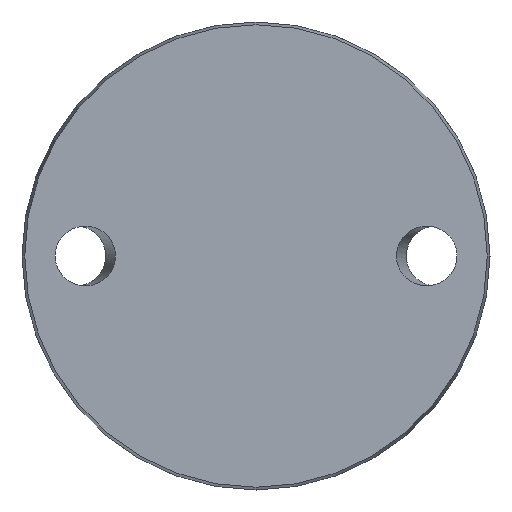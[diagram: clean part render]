
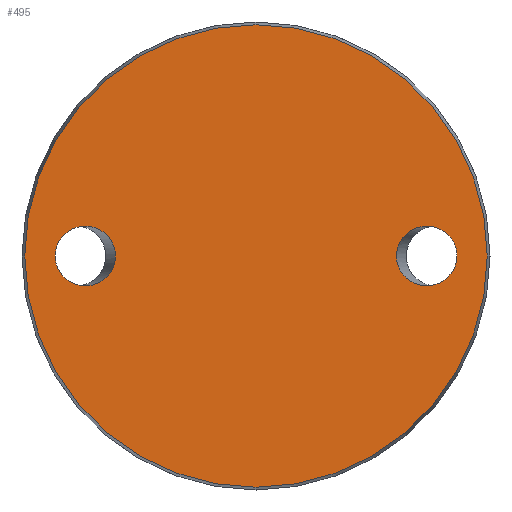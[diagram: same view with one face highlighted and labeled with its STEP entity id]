
A CAD part, front view. The second image highlights one B-rep face of the part: STEP entity #495.
In plain terms, the highlighted planar face has unit normal (0, -1, 0).
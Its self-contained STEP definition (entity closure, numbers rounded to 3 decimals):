
#13 = VERTEX_POINT ( 'NONE', #265 ) ;
#17 = EDGE_CURVE ( 'NONE', #377, #377, #330, .T. ) ;
#62 = CARTESIAN_POINT ( 'NONE',  ( 42.087, 0., 0. ) ) ;
#68 = CARTESIAN_POINT ( 'NONE',  ( 42.087, 0., 0. ) ) ;
#75 = FACE_BOUND ( 'NONE', #281, .T. ) ;
#81 = CARTESIAN_POINT ( 'NONE',  ( -48.425, 0., 0. ) ) ;
#112 = CARTESIAN_POINT ( 'NONE',  ( -29.413, 0., -12.5 ) ) ;
#121 = CARTESIAN_POINT ( 'NONE',  ( 29.413, 0., 12.5 ) ) ;
#131 = VERTEX_POINT ( 'NONE', #568 ) ;
#174 = CARTESIAN_POINT ( 'NONE',  ( -42.087, 0., -12.5 ) ) ;
#191 = CARTESIAN_POINT ( 'NONE',  ( 29.413, 0., 0. ) ) ;
#194 = CARTESIAN_POINT ( 'NONE',  ( 0., 0., 0. ) ) ;
#223 = ORIENTED_EDGE ( 'NONE', *, *, #411, .T. ) ;
#249 = CARTESIAN_POINT ( 'NONE',  ( 29.413, 0., -12.5 ) ) ;
#255 = CARTESIAN_POINT ( 'NONE',  ( 42.087, 0., 0. ) ) ;
#261 = DIRECTION ( 'NONE',  ( 0., -1., 0. ) ) ;
#265 = CARTESIAN_POINT ( 'NONE',  ( -42.087, 0., 0. ) ) ;
#274 = AXIS2_PLACEMENT_3D ( 'NONE', #81, #742, #319 ) ;
#281 = EDGE_LOOP ( 'NONE', ( #346 ) ) ;
#303 = CARTESIAN_POINT ( 'NONE',  ( -42.087, 0., 12.5 ) ) ;
#305 = CARTESIAN_POINT ( 'NONE',  ( -29.413, 0., 0. ) ) ;
#319 = DIRECTION ( 'NONE',  ( 0., 0., 1. ) ) ;
#330 =( BOUNDED_CURVE ( )  B_SPLINE_CURVE ( 3, ( #68, #474, #249, #191, #121, #729, #62 ),
 .UNSPECIFIED., .T., .F. ) 
 B_SPLINE_CURVE_WITH_KNOTS ( ( 4, 3, 4 ),
 ( 0., 3.142, 6.283 ),
 .UNSPECIFIED. ) 
 CURVE ( )  GEOMETRIC_REPRESENTATION_ITEM ( )  RATIONAL_B_SPLINE_CURVE ( ( 1., 0.333, 0.333, 1., 0.333, 0.333, 1. ) ) 
 REPRESENTATION_ITEM ( '' )  );
#346 = ORIENTED_EDGE ( 'NONE', *, *, #17, .T. ) ;
#377 = VERTEX_POINT ( 'NONE', #255 ) ;
#411 = EDGE_CURVE ( 'NONE', #13, #13, #438, .T. ) ;
#438 =( BOUNDED_CURVE ( )  B_SPLINE_CURVE ( 3, ( #653, #303, #487, #305, #112, #174, #554 ),
 .UNSPECIFIED., .T., .T. ) 
 B_SPLINE_CURVE_WITH_KNOTS ( ( 4, 3, 4 ),
 ( 0., 3.142, 6.283 ),
 .UNSPECIFIED. ) 
 CURVE ( )  GEOMETRIC_REPRESENTATION_ITEM ( )  RATIONAL_B_SPLINE_CURVE ( ( 1., 0.333, 0.333, 1., 0.333, 0.333, 1. ) ) 
 REPRESENTATION_ITEM ( '' )  );
#449 = CIRCLE ( 'NONE', #744, 48.425 ) ;
#474 = CARTESIAN_POINT ( 'NONE',  ( 42.087, 0., -12.5 ) ) ;
#487 = CARTESIAN_POINT ( 'NONE',  ( -29.413, 0., 12.5 ) ) ;
#495 = ADVANCED_FACE ( 'NONE', ( #620, #75, #562 ), #627, .F. ) ;
#503 = DIRECTION ( 'NONE',  ( 0., 0., -1. ) ) ;
#545 = EDGE_LOOP ( 'NONE', ( #655 ) ) ;
#554 = CARTESIAN_POINT ( 'NONE',  ( -42.087, 0., 0. ) ) ;
#562 = FACE_OUTER_BOUND ( 'NONE', #545, .T. ) ;
#568 = CARTESIAN_POINT ( 'NONE',  ( 0., 0., -48.425 ) ) ;
#620 = FACE_BOUND ( 'NONE', #757, .T. ) ;
#627 = PLANE ( 'NONE',  #274 ) ;
#653 = CARTESIAN_POINT ( 'NONE',  ( -42.087, 0., 0. ) ) ;
#655 = ORIENTED_EDGE ( 'NONE', *, *, #772, .T. ) ;
#729 = CARTESIAN_POINT ( 'NONE',  ( 42.087, 0., 12.5 ) ) ;
#742 = DIRECTION ( 'NONE',  ( 0., 1., 0. ) ) ;
#744 = AXIS2_PLACEMENT_3D ( 'NONE', #194, #261, #503 ) ;
#757 = EDGE_LOOP ( 'NONE', ( #223 ) ) ;
#772 = EDGE_CURVE ( 'NONE', #131, #131, #449, .T. ) ;
